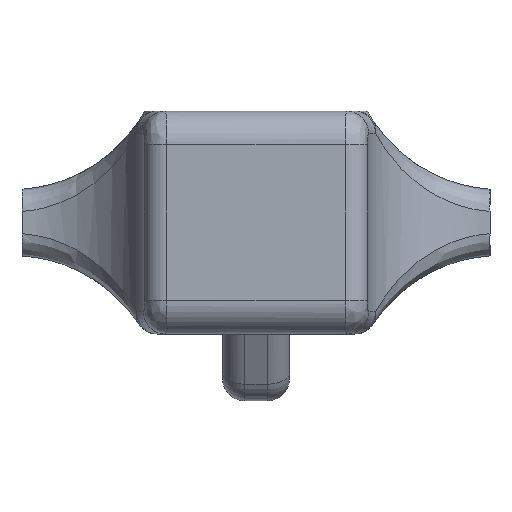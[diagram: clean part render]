
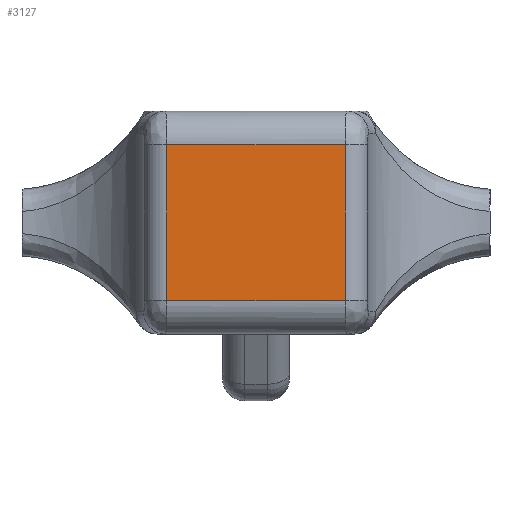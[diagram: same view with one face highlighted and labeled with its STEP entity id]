
A CAD part, left-side view. The second image highlights one B-rep face of the part: STEP entity #3127.
In plain terms, the highlighted planar face has unit normal (-1, 0, 0).
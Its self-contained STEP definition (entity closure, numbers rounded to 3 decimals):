
#55 = CARTESIAN_POINT ( 'NONE',  ( -15., 9.937, 7. ) ) ;
#138 = VERTEX_POINT ( 'NONE', #2371 ) ;
#191 = EDGE_CURVE ( 'NONE', #3551, #5058, #4767, .T. ) ;
#325 = PLANE ( 'NONE',  #3151 ) ;
#446 = DIRECTION ( 'NONE',  ( 0., 1., 0. ) ) ;
#524 = CARTESIAN_POINT ( 'NONE',  ( -15., -8.01, -7. ) ) ;
#609 = EDGE_CURVE ( 'NONE', #138, #3551, #4350, .T. ) ;
#623 = VECTOR ( 'NONE', #4570, 1000. ) ;
#698 = CARTESIAN_POINT ( 'NONE',  ( -15., 8.01, -7. ) ) ;
#979 = EDGE_LOOP ( 'NONE', ( #2795, #1464, #4174, #4196 ) ) ;
#1049 = LINE ( 'NONE', #4542, #623 ) ;
#1464 = ORIENTED_EDGE ( 'NONE', *, *, #2997, .T. ) ;
#1466 = VECTOR ( 'NONE', #3945, 1000. ) ;
#1481 = DIRECTION ( 'NONE',  ( 0., -1., 0. ) ) ;
#2286 = FACE_OUTER_BOUND ( 'NONE', #979, .T. ) ;
#2331 = EDGE_CURVE ( 'NONE', #5058, #3783, #3024, .T. ) ;
#2371 = CARTESIAN_POINT ( 'NONE',  ( -15., -8.01, 7. ) ) ;
#2795 = ORIENTED_EDGE ( 'NONE', *, *, #2331, .T. ) ;
#2997 = EDGE_CURVE ( 'NONE', #3783, #138, #1049, .T. ) ;
#3024 = LINE ( 'NONE', #5013, #4131 ) ;
#3115 = DIRECTION ( 'NONE',  ( 1., 0., 0. ) ) ;
#3127 = ADVANCED_FACE ( 'NONE', ( #2286 ), #325, .F. ) ;
#3151 = AXIS2_PLACEMENT_3D ( 'NONE', #4636, #3115, #4682 ) ;
#3505 = CARTESIAN_POINT ( 'NONE',  ( -15., 8.01, 10. ) ) ;
#3551 = VERTEX_POINT ( 'NONE', #3935 ) ;
#3783 = VERTEX_POINT ( 'NONE', #524 ) ;
#3935 = CARTESIAN_POINT ( 'NONE',  ( -15., 8.01, 7. ) ) ;
#3945 = DIRECTION ( 'NONE',  ( 0., 0., -1. ) ) ;
#4018 = VECTOR ( 'NONE', #446, 1000. ) ;
#4131 = VECTOR ( 'NONE', #1481, 1000. ) ;
#4174 = ORIENTED_EDGE ( 'NONE', *, *, #609, .T. ) ;
#4196 = ORIENTED_EDGE ( 'NONE', *, *, #191, .T. ) ;
#4350 = LINE ( 'NONE', #55, #4018 ) ;
#4542 = CARTESIAN_POINT ( 'NONE',  ( -15., -8.01, 10. ) ) ;
#4570 = DIRECTION ( 'NONE',  ( 0., 0., 1. ) ) ;
#4636 = CARTESIAN_POINT ( 'NONE',  ( -15., 21., 10. ) ) ;
#4682 = DIRECTION ( 'NONE',  ( 0., 1., 0. ) ) ;
#4767 = LINE ( 'NONE', #3505, #1466 ) ;
#5013 = CARTESIAN_POINT ( 'NONE',  ( -15., 21., -7. ) ) ;
#5058 = VERTEX_POINT ( 'NONE', #698 ) ;
